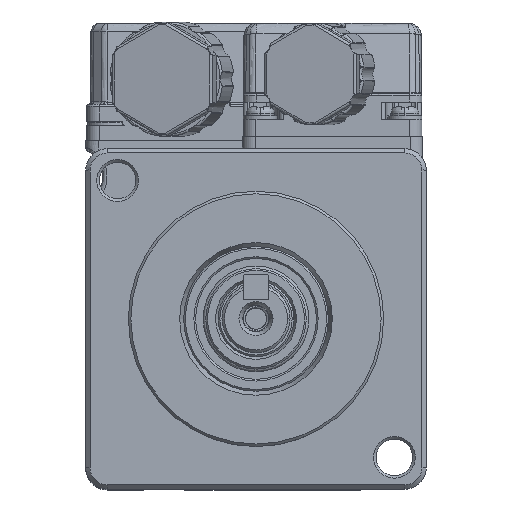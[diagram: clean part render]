
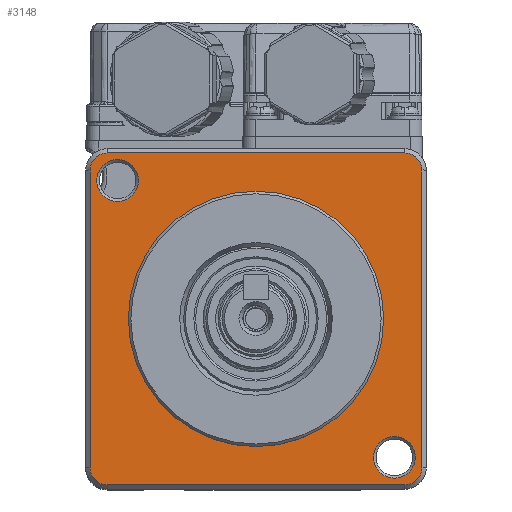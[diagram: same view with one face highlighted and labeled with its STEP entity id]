
A CAD part, top view. The second image highlights one B-rep face of the part: STEP entity #3148.
In plain terms, the highlighted planar face has unit normal (0, 0, 1).
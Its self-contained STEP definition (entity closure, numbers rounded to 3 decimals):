
#1796=CARTESIAN_POINT('',(19.5,-17.5,-16.35));
#1797=VERTEX_POINT('',#1796);
#1805=CARTESIAN_POINT('',(19.5,17.5,-16.35));
#1806=VERTEX_POINT('',#1805);
#1813=CARTESIAN_POINT('',(19.5,17.5,-16.35));
#1814=DIRECTION('',(0.,-1.,0.));
#1815=VECTOR('',#1814,35.);
#1816=LINE('',#1813,#1815);
#1817=EDGE_CURVE('',#1806,#1797,#1816,.T.);
#2245=CARTESIAN_POINT('',(-17.5,-19.5,-16.35));
#2246=VERTEX_POINT('',#2245);
#2254=CARTESIAN_POINT('',(17.5,-19.5,-16.35));
#2255=VERTEX_POINT('',#2254);
#2262=CARTESIAN_POINT('',(17.5,-19.5,-16.35));
#2263=DIRECTION('',(-1.,0.,0.));
#2264=VECTOR('',#2263,35.);
#2265=LINE('',#2262,#2264);
#2266=EDGE_CURVE('',#2255,#2246,#2265,.T.);
#2276=CARTESIAN_POINT('',(-19.5,-17.5,-16.35));
#2277=VERTEX_POINT('',#2276);
#2286=CARTESIAN_POINT('',(-17.5,-17.5,-16.35));
#2287=DIRECTION('',(0.,-1.,0.));
#2288=DIRECTION('',(0.,0.,-1.));
#2289=AXIS2_PLACEMENT_3D('',#2286,#2288,#2287);
#2290=CIRCLE('',#2289,2.);
#2291=EDGE_CURVE('',#2246,#2277,#2290,.T.);
#2340=CARTESIAN_POINT('',(-19.5,17.5,-16.35));
#2341=VERTEX_POINT('',#2340);
#2342=CARTESIAN_POINT('',(-19.5,-17.5,-16.35));
#2343=DIRECTION('',(0.,1.,0.));
#2344=VECTOR('',#2343,35.);
#2345=LINE('',#2342,#2344);
#2346=EDGE_CURVE('',#2277,#2341,#2345,.T.);
#2892=CARTESIAN_POINT('',(-17.5,19.5,-16.35));
#2893=VERTEX_POINT('',#2892);
#2900=CARTESIAN_POINT('',(17.5,19.5,-16.35));
#2901=VERTEX_POINT('',#2900);
#2902=CARTESIAN_POINT('',(-17.5,19.5,-16.35));
#2903=DIRECTION('',(1.,0.,0.));
#2904=VECTOR('',#2903,35.);
#2905=LINE('',#2902,#2904);
#2906=EDGE_CURVE('',#2893,#2901,#2905,.T.);
#2993=CARTESIAN_POINT('',(17.5,17.5,-16.35));
#2994=DIRECTION('',(0.,1.,0.));
#2995=DIRECTION('',(0.,-0.,-1.));
#2996=AXIS2_PLACEMENT_3D('',#2993,#2995,#2994);
#2997=CIRCLE('',#2996,2.);
#2998=EDGE_CURVE('',#2901,#1806,#2997,.T.);
#3084=CARTESIAN_POINT('',(17.5,-17.5,-16.35));
#3085=DIRECTION('',(1.,0.,0.));
#3086=DIRECTION('',(-0.,0.,-1.));
#3087=AXIS2_PLACEMENT_3D('',#3084,#3086,#3085);
#3088=CIRCLE('',#3087,2.);
#3089=EDGE_CURVE('',#1797,#2255,#3088,.T.);
#3094=CARTESIAN_POINT('',(0.,0.,-16.35));
#3095=DIRECTION('',(0.,1.,0.));
#3096=DIRECTION('',(0.,-0.,1.));
#3097=AXIS2_PLACEMENT_3D('',#3094,#3096,#3095);
#3098=PLANE('',#3097);
#3099=ORIENTED_EDGE('',*,*,#1817,.F.);
#3100=ORIENTED_EDGE('',*,*,#2998,.F.);
#3101=ORIENTED_EDGE('',*,*,#2906,.F.);
#3102=CARTESIAN_POINT('',(-17.5,17.5,-16.35));
#3103=DIRECTION('',(0.,1.,0.));
#3104=DIRECTION('',(0.,0.,1.));
#3105=AXIS2_PLACEMENT_3D('',#3102,#3104,#3103);
#3106=CIRCLE('',#3105,2.);
#3107=EDGE_CURVE('',#2893,#2341,#3106,.T.);
#3108=ORIENTED_EDGE('',*,*,#3107,.T.);
#3109=ORIENTED_EDGE('',*,*,#2346,.F.);
#3110=ORIENTED_EDGE('',*,*,#2291,.F.);
#3111=ORIENTED_EDGE('',*,*,#2266,.F.);
#3112=ORIENTED_EDGE('',*,*,#3089,.F.);
#3113=EDGE_LOOP('',(#3099,#3100,#3101,#3108,#3109,#3110,#3111,#3112));
#3114=FACE_OUTER_BOUND('',#3113,.T.);
#3115=CARTESIAN_POINT('',(-18.713,16.263,-16.35));
#3116=VERTEX_POINT('',#3115);
#3117=CARTESIAN_POINT('',(-16.263,16.263,-16.35));
#3118=DIRECTION('',(-1.,0.,0.));
#3119=DIRECTION('',(0.,0.,-1.));
#3120=AXIS2_PLACEMENT_3D('',#3117,#3119,#3118);
#3121=CIRCLE('',#3120,2.45);
#3122=EDGE_CURVE('',#3116,#3116,#3121,.T.);
#3123=ORIENTED_EDGE('',*,*,#3122,.T.);
#3124=EDGE_LOOP('',(#3123));
#3125=FACE_BOUND('',#3124,.T.);
#3126=CARTESIAN_POINT('',(13.813,-16.263,-16.35));
#3127=VERTEX_POINT('',#3126);
#3128=CARTESIAN_POINT('',(16.263,-16.263,-16.35));
#3129=DIRECTION('',(-1.,0.,0.));
#3130=DIRECTION('',(0.,0.,-1.));
#3131=AXIS2_PLACEMENT_3D('',#3128,#3130,#3129);
#3132=CIRCLE('',#3131,2.45);
#3133=EDGE_CURVE('',#3127,#3127,#3132,.T.);
#3134=ORIENTED_EDGE('',*,*,#3133,.T.);
#3135=EDGE_LOOP('',(#3134));
#3136=FACE_BOUND('',#3135,.T.);
#3137=CARTESIAN_POINT('',(-15.,0.,-16.35));
#3138=VERTEX_POINT('',#3137);
#3139=CARTESIAN_POINT('',(0.,0.,-16.35));
#3140=DIRECTION('',(-1.,0.,-0.));
#3141=DIRECTION('',(0.,0.,-1.));
#3142=AXIS2_PLACEMENT_3D('',#3139,#3141,#3140);
#3143=CIRCLE('',#3142,15.);
#3144=EDGE_CURVE('',#3138,#3138,#3143,.T.);
#3145=ORIENTED_EDGE('',*,*,#3144,.T.);
#3146=EDGE_LOOP('',(#3145));
#3147=FACE_BOUND('',#3146,.T.);
#3148=ADVANCED_FACE('',(#3114,#3125,#3136,#3147),#3098,.T.);
